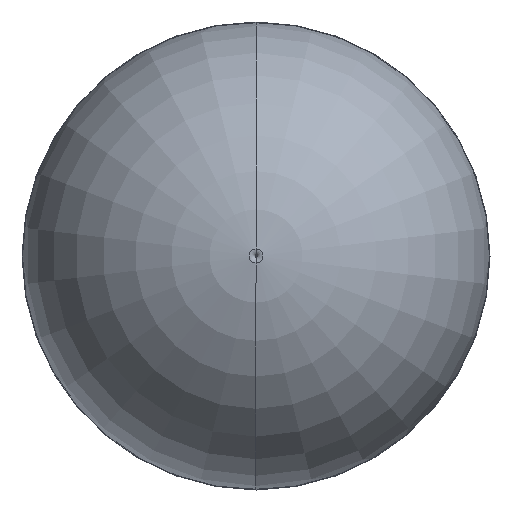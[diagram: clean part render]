
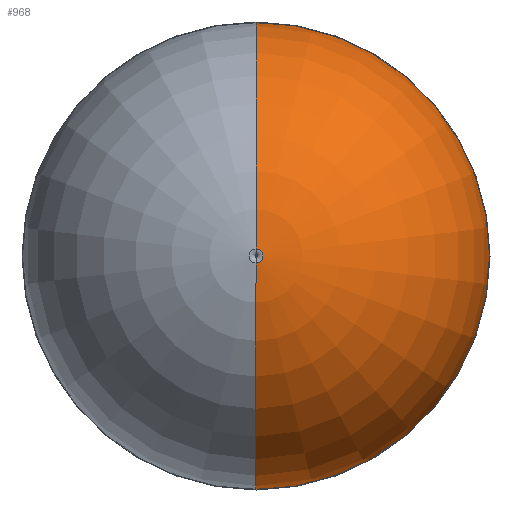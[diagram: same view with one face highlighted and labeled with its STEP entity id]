
A CAD part, left-side view. The second image highlights one B-rep face of the part: STEP entity #968.
In plain terms, the highlighted toroidal (fillet/blend) face has major radius 0.066 mm and minor radius 14.996 mm.
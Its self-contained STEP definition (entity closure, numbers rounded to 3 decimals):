
#25 = CARTESIAN_POINT ( 'NONE',  ( 11.348, 0., 0. ) ) ;
#72 = VERTEX_POINT ( 'NONE', #3271 ) ;
#81 = CARTESIAN_POINT ( 'NONE',  ( 11.391, 0., -0.066 ) ) ;
#169 = EDGE_CURVE ( 'NONE', #72, #3429, #2716, .T. ) ;
#311 = CIRCLE ( 'NONE', #3302, 14.931 ) ;
#333 = CARTESIAN_POINT ( 'NONE',  ( -3.597, 0., 0. ) ) ;
#413 = CARTESIAN_POINT ( 'NONE',  ( 11.391, 0., 0. ) ) ;
#798 = CARTESIAN_POINT ( 'NONE',  ( 11.348, 0., 14.931 ) ) ;
#941 = DIRECTION ( 'NONE',  ( 0., 0., 1. ) ) ;
#968 = ADVANCED_FACE ( 'NONE', ( #3090 ), #2838, .T. ) ;
#972 = CIRCLE ( 'NONE', #3358, 0.446 ) ;
#1159 = AXIS2_PLACEMENT_3D ( 'NONE', #413, #2138, #941 ) ;
#1209 = EDGE_CURVE ( 'NONE', #72, #2451, #311, .T. ) ;
#1279 = DIRECTION ( 'NONE',  ( 0., -1., 0. ) ) ;
#1295 = CARTESIAN_POINT ( 'NONE',  ( 11.391, 0., 0.066 ) ) ;
#1510 = DIRECTION ( 'NONE',  ( -1., 0., 0. ) ) ;
#1588 = CARTESIAN_POINT ( 'NONE',  ( -3.597, 0., 0.446 ) ) ;
#1653 = AXIS2_PLACEMENT_3D ( 'NONE', #1295, #3104, #2223 ) ;
#1844 = ORIENTED_EDGE ( 'NONE', *, *, #3635, .F. ) ;
#2002 = ORIENTED_EDGE ( 'NONE', *, *, #2218, .T. ) ;
#2004 = DIRECTION ( 'NONE',  ( 0., 0., 1. ) ) ;
#2138 = DIRECTION ( 'NONE',  ( -1., 0., 0. ) ) ;
#2218 = EDGE_CURVE ( 'NONE', #2451, #3051, #2447, .T. ) ;
#2223 = DIRECTION ( 'NONE',  ( 0., 0., 1. ) ) ;
#2275 = EDGE_LOOP ( 'NONE', ( #2707, #2774, #2002, #1844 ) ) ;
#2447 = CIRCLE ( 'NONE', #3392, 14.997 ) ;
#2451 = VERTEX_POINT ( 'NONE', #798 ) ;
#2700 = CARTESIAN_POINT ( 'NONE',  ( -3.597, 0., -0.446 ) ) ;
#2707 = ORIENTED_EDGE ( 'NONE', *, *, #169, .F. ) ;
#2716 = CIRCLE ( 'NONE', #1653, 14.997 ) ;
#2774 = ORIENTED_EDGE ( 'NONE', *, *, #1209, .T. ) ;
#2786 = DIRECTION ( 'NONE',  ( 0., 0., -1. ) ) ;
#2838 = TOROIDAL_SURFACE ( 'NONE', #1159, -0.066, 14.997 ) ;
#3051 = VERTEX_POINT ( 'NONE', #1588 ) ;
#3090 = FACE_OUTER_BOUND ( 'NONE', #2275, .T. ) ;
#3104 = DIRECTION ( 'NONE',  ( 0., 1., 0. ) ) ;
#3271 = CARTESIAN_POINT ( 'NONE',  ( 11.348, 0., -14.931 ) ) ;
#3302 = AXIS2_PLACEMENT_3D ( 'NONE', #25, #3847, #2004 ) ;
#3358 = AXIS2_PLACEMENT_3D ( 'NONE', #333, #1510, #3555 ) ;
#3392 = AXIS2_PLACEMENT_3D ( 'NONE', #81, #1279, #2786 ) ;
#3429 = VERTEX_POINT ( 'NONE', #2700 ) ;
#3555 = DIRECTION ( 'NONE',  ( 0., 0., 1. ) ) ;
#3635 = EDGE_CURVE ( 'NONE', #3429, #3051, #972, .T. ) ;
#3847 = DIRECTION ( 'NONE',  ( -1., 0., 0. ) ) ;
